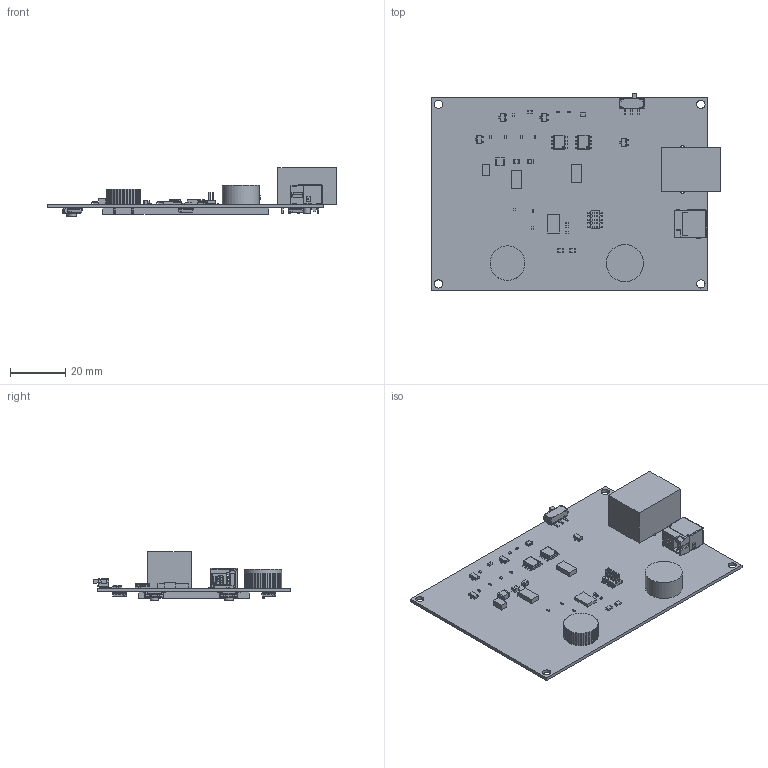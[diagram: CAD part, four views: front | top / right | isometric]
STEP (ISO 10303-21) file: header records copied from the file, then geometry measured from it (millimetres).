
FILE_DESCRIPTION(('Open CASCADE Model'),'2;1');
FILE_NAME('Open CASCADE Shape Model','2020-04-03T16:16:34',('Author'),( 'Open CASCADE'),'Open CASCADE STEP processor 6.8','Open CASCADE 6.8' ,'Unknown');
FILE_SCHEMA(('AUTOMOTIVE_DESIGN { 1 0 10303 214 1 1 1 1 }'));
Length unit declared in the file: millimetre
Products named in the file (109): PCB; Board; Open CASCADE STEP translator 6.8 1.1.1; SW1; js102011saqn; D7; 5050_LED_package; D6; D5; D4; D3; J3; CUI_PJ-051AH; U6; 6736787824; Open_CASCADE_STEP_translator_6.8_5.1; Body; Open_CASCADE_STEP_translator_6.8_5.2.1; Leader; U5; R14; 6256206816; Extruded; 6256206496; R13; R12; R11; Q4; 6736789264; Open_CASCADE_STEP_translator_6.8_5.1.1; Q3; C6; 6731402912; Cylinder; R10; R9; 6256205936; 6256205696; R3; Q2 ...
Assembly tree (172 placements, depth 5):
  PCB
    Board
      Open CASCADE STEP translator 6.8 1.1.1
    SW1
      js102011saqn
    D7
      5050_LED_package
    D6
      5050_LED_package
    D5
      5050_LED_package
    D4
      5050_LED_package
    D3
      5050_LED_package
    J3
      CUI_PJ-051AH
    U6
      6736787824
        Open_CASCADE_STEP_translator_6.8_5.1
        Body
          Open_CASCADE_STEP_translator_6.8_5.2.1
        Leader  x8
    U5
      6736787824
        Open_CASCADE_STEP_translator_6.8_5.1
        Body
          Open_CASCADE_STEP_translator_6.8_5.2.1
        Leader  x8
    R14
      6256206816  x2
        Extruded
      6256206496
        Extruded
    R13
      6256206816  x2
        Extruded
      6256206496
        Extruded
    R12
      6256206816  x2
        Extruded
      6256206496
        Extruded
    R11
      6256206816  x2
        Extruded
      6256206496
        Extruded
    Q4
      6736789264
        Body
          Open_CASCADE_STEP_translator_6.8_5.1.1
        Leader  x3
    Q3
      6736789264
        Body
          Open_CASCADE_STEP_translator_6.8_5.1.1
        Leader  x3
    C6
Bounding box: 104.58 x 71.55 x 17.73 mm (x, y, z)
Volume: 19127.5 mm3; surface area: 27057.2 mm2
Topology: 162 solids, 164 shells, 2938 faces, 6790 edges, 4162 vertices
Faces by surface type: plane 2234, cylinder 579, bspline 57, sphere 54, cone 10, torus 4
Full cylindrical faces by diameter (mm): 0.512 x2, 0.6 x12, 0.85 x2, 0.9 x2, 1.1 x12, 1.3 x2, 1.7 x2, 2.5 x2, 3 x7, 3.15 x2, 3.2 x2, 13.45 x1
Entity records: 45811 total; most frequent: CARTESIAN_POINT 8785, DIRECTION 6840, ORIENTED_EDGE 6811, EDGE_CURVE 3406, LINE 2850, VECTOR 2850, VERTEX_POINT 2173, AXIS2_PLACEMENT_3D 1995
